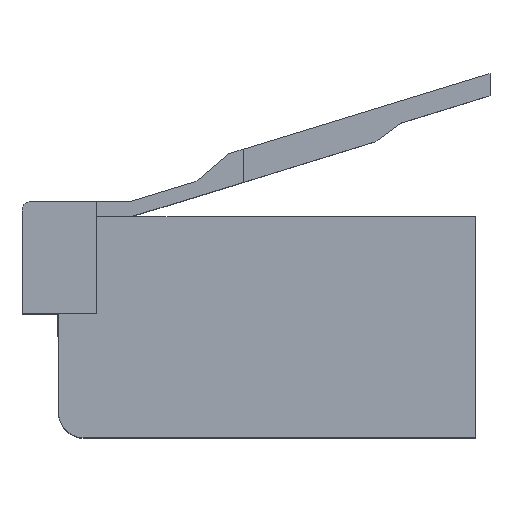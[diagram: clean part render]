
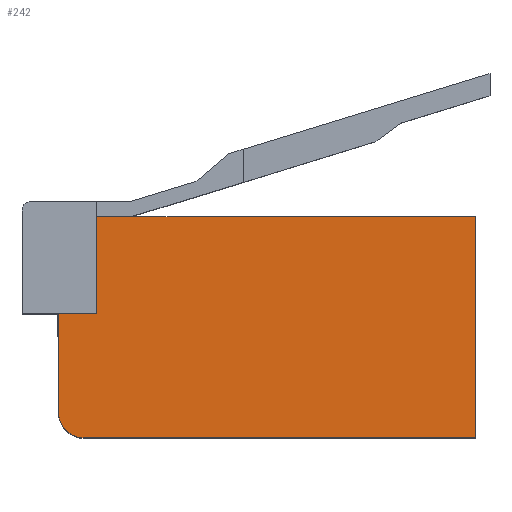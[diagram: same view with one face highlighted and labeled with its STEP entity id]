
A CAD part, top view. The second image highlights one B-rep face of the part: STEP entity #242.
In plain terms, the highlighted planar face has unit normal (0, 0, 1).
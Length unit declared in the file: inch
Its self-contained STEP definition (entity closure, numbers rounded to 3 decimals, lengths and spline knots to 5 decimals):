
#149 = VERTEX_POINT ( 'NONE', #3034 ) ;
#221 = EDGE_CURVE ( 'NONE', #2056, #149, #3128, .T. ) ;
#242 = ADVANCED_FACE ( 'NONE', ( #3162 ), #3161, .F. ) ;
#243 = EDGE_LOOP ( 'NONE', ( #2003, #245, #250, #2098, #2089, #262, #263 ) ) ;
#245 = ORIENTED_EDGE ( 'NONE', *, *, #246, .T. ) ;
#246 = EDGE_CURVE ( 'NONE', #3371, #2723, #3223, .T. ) ;
#250 = ORIENTED_EDGE ( 'NONE', *, *, #267, .T. ) ;
#262 = ORIENTED_EDGE ( 'NONE', *, *, #221, .T. ) ;
#263 = ORIENTED_EDGE ( 'NONE', *, *, #2285, .T. ) ;
#267 = EDGE_CURVE ( 'NONE', #2723, #2724, #3201, .T. ) ;
#322 = EDGE_CURVE ( 'NONE', #2724, #2070, #3315, .T. ) ;
#731 = CARTESIAN_POINT ( 'NONE',  ( 0.245, 0.13, 0.15 ) ) ;
#738 = CARTESIAN_POINT ( 'NONE',  ( -0.2, 0.13, 0.15 ) ) ;
#739 = DIRECTION ( 'NONE',  ( -1., 0., 0. ) ) ;
#740 = VECTOR ( 'NONE', #739, 39.37008 ) ;
#741 = CARTESIAN_POINT ( 'NONE',  ( -0.2, 0.13, 0.15 ) ) ;
#742 = LINE ( 'NONE', #741, #740 ) ;
#832 = DIRECTION ( 'NONE',  ( -1., 0., 0. ) ) ;
#833 = VECTOR ( 'NONE', #832, 39.37008 ) ;
#834 = CARTESIAN_POINT ( 'NONE',  ( -0.245, 0.016, 0.15 ) ) ;
#835 = LINE ( 'NONE', #834, #833 ) ;
#1561 = CARTESIAN_POINT ( 'NONE',  ( 0.245, -0.13, 0.15 ) ) ;
#1562 = CARTESIAN_POINT ( 'NONE',  ( -0.215, -0.13, 0.15 ) ) ;
#1740 = CARTESIAN_POINT ( 'NONE',  ( -0.245, 0.016, 0.15 ) ) ;
#1784 = DIRECTION ( 'NONE',  ( 0., -1., 0. ) ) ;
#1785 = VECTOR ( 'NONE', #1784, 39.37008 ) ;
#1786 = CARTESIAN_POINT ( 'NONE',  ( -0.245, -0.13, 0.15 ) ) ;
#1787 = LINE ( 'NONE', #1786, #1785 ) ;
#1792 = CARTESIAN_POINT ( 'NONE',  ( -0.245, -0.1, 0.15 ) ) ;
#2003 = ORIENTED_EDGE ( 'NONE', *, *, #3375, .T. ) ;
#2055 = EDGE_CURVE ( 'NONE', #2070, #2056, #742, .T. ) ;
#2056 = VERTEX_POINT ( 'NONE', #738 ) ;
#2070 = VERTEX_POINT ( 'NONE', #731 ) ;
#2089 = ORIENTED_EDGE ( 'NONE', *, *, #2055, .T. ) ;
#2098 = ORIENTED_EDGE ( 'NONE', *, *, #322, .T. ) ;
#2285 = EDGE_CURVE ( 'NONE', #149, #3365, #835, .T. ) ;
#2723 = VERTEX_POINT ( 'NONE', #1562 ) ;
#2724 = VERTEX_POINT ( 'NONE', #1561 ) ;
#3034 = CARTESIAN_POINT ( 'NONE',  ( -0.2, 0.016, 0.15 ) ) ;
#3125 = DIRECTION ( 'NONE',  ( 0., -1., 0. ) ) ;
#3126 = VECTOR ( 'NONE', #3125, 39.37008 ) ;
#3127 = CARTESIAN_POINT ( 'NONE',  ( -0.2, 0.016, 0.15 ) ) ;
#3128 = LINE ( 'NONE', #3127, #3126 ) ;
#3156 = DIRECTION ( 'NONE',  ( -1., 0., 0. ) ) ;
#3157 = DIRECTION ( 'NONE',  ( 0., 0., -1. ) ) ;
#3158 = CARTESIAN_POINT ( 'NONE',  ( -0.2, 0.13, 0.15 ) ) ;
#3159 = AXIS2_PLACEMENT_3D ( 'NONE', #3158, #3157, #3156 ) ;
#3160 = CARTESIAN_POINT ( 'NONE',  ( -0.215, -0.1, 0.15 ) ) ;
#3161 = PLANE ( 'NONE',  #3159 ) ;
#3162 = FACE_OUTER_BOUND ( 'NONE', #243, .T. ) ;
#3198 = DIRECTION ( 'NONE',  ( 1., 0., 0. ) ) ;
#3199 = VECTOR ( 'NONE', #3198, 39.37008 ) ;
#3200 = CARTESIAN_POINT ( 'NONE',  ( 0.245, -0.13, 0.15 ) ) ;
#3201 = LINE ( 'NONE', #3200, #3199 ) ;
#3220 = DIRECTION ( 'NONE',  ( -1., 0., 0. ) ) ;
#3221 = DIRECTION ( 'NONE',  ( 0., 0., 1. ) ) ;
#3222 = AXIS2_PLACEMENT_3D ( 'NONE', #3160, #3221, #3220 ) ;
#3223 = CIRCLE ( 'NONE', #3222, 0.03 ) ;
#3312 = DIRECTION ( 'NONE',  ( 0., 1., 0. ) ) ;
#3313 = VECTOR ( 'NONE', #3312, 39.37008 ) ;
#3314 = CARTESIAN_POINT ( 'NONE',  ( 0.245, 0.13, 0.15 ) ) ;
#3315 = LINE ( 'NONE', #3314, #3313 ) ;
#3365 = VERTEX_POINT ( 'NONE', #1740 ) ;
#3371 = VERTEX_POINT ( 'NONE', #1792 ) ;
#3375 = EDGE_CURVE ( 'NONE', #3365, #3371, #1787, .T. ) ;
